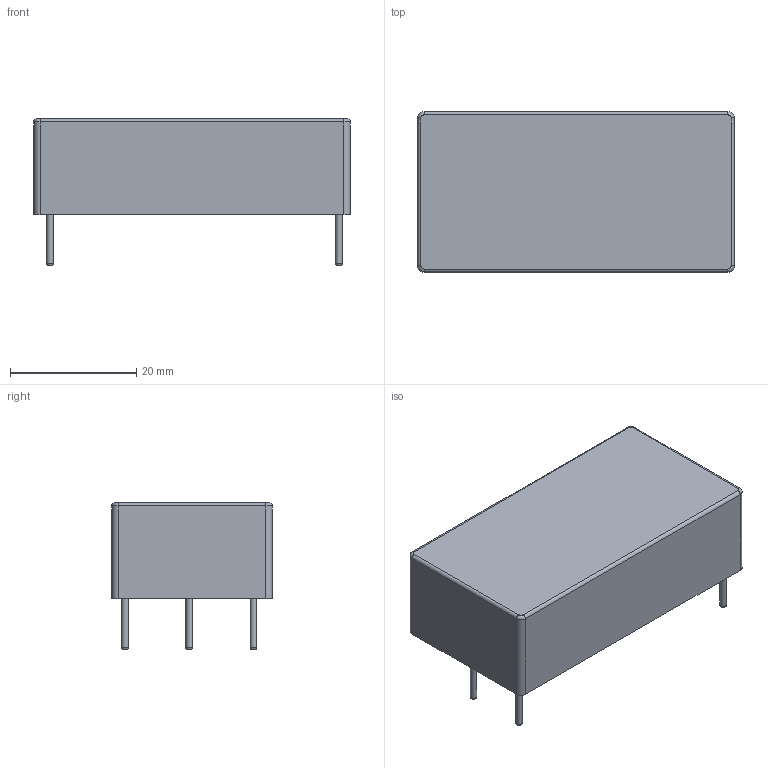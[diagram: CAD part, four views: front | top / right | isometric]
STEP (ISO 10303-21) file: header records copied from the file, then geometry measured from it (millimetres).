
FILE_DESCRIPTION(/* description */ ('model of ACDC-Conv_Traoo-TMLM-05'),/* implementation_level */ '2;1');
FILE_NAME(/* name */ 'ACDC-Conv_Traoo-TMLM-05.step',/* time_stamp */ '2017-11-05T10:03:26',/* author */ ('kicad StepUp','ksu'),/* organization */ ('FreeCAD'),/* preprocessor_version */ 'OCC',/* originating_system */ 'kicad StepUp',/* authorisation */ '');
FILE_SCHEMA(('AUTOMOTIVE_DESIGN { 1 0 10303 214 1 1 1 1 }'));
Length unit declared in the file: millimetre
Products named in the file (5): ASSEMBLY; ACDC_Conv_Traoo_TMLM_006; Shape0_335429991003; Shape0_927622793721; ACDC_Conv_Traoo_TMLM_05
Assembly tree (4 placements, depth 2):
  ASSEMBLY
    ACDC_Conv_Traoo_TMLM_006
    Shape0_335429991003
    Shape0_927622793721
    ACDC_Conv_Traoo_TMLM_05
Bounding box: 50.08 x 25.4 x 23.16 mm (x, y, z)
Surface area: 9656.9 mm2
Topology: 7 solids, 7 shells, 58 faces, 112 edges, 68 vertices
Faces by surface type: plane 26, cylinder 20, torus 12
Full cylindrical faces by diameter (mm): 1.04 x4
Entity records: 1729 total; most frequent: DIRECTION 294, CARTESIAN_POINT 243, ORIENTED_EDGE 224, AXIS2_PLACEMENT_3D 119, EDGE_CURVE 112, VERTEX_POINT 68, ADVANCED_FACE 58, FACE_BOUND 58
